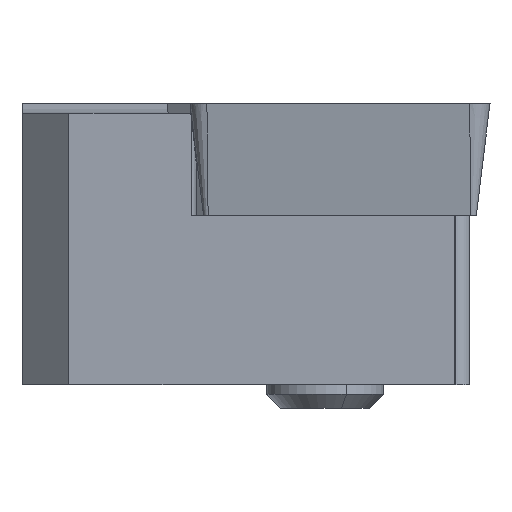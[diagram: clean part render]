
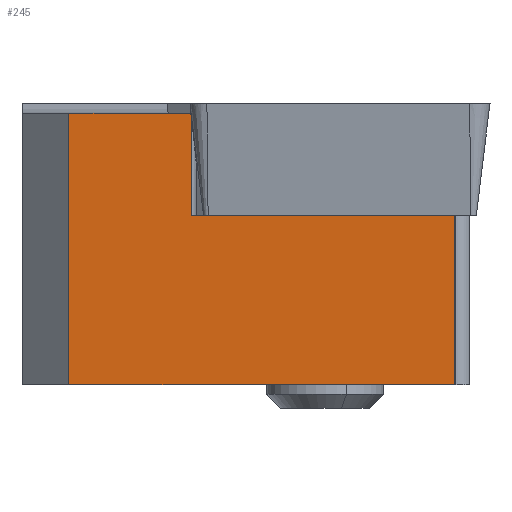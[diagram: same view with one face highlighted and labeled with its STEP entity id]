
A CAD part, left-side view. The second image highlights one B-rep face of the part: STEP entity #245.
In plain terms, the highlighted planar face has unit normal (-0.996, 0.087, 0).
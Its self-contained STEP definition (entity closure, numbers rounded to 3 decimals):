
#29 = ORIENTED_EDGE ( 'NONE', *, *, #1376, .F. ) ;
#30 = DIRECTION ( 'NONE',  ( 0., 0., -1. ) ) ;
#32 = ORIENTED_EDGE ( 'NONE', *, *, #1777, .T. ) ;
#73 = EDGE_CURVE ( 'NONE', #850, #722, #79, .T. ) ;
#79 = LINE ( 'NONE', #2040, #2305 ) ;
#101 = CARTESIAN_POINT ( 'NONE',  ( 0.924, 6.394, 5.8 ) ) ;
#105 = DIRECTION ( 'NONE',  ( -0.087, -0.996, 0. ) ) ;
#130 = VERTEX_POINT ( 'NONE', #1442 ) ;
#232 = VERTEX_POINT ( 'NONE', #503 ) ;
#245 = ADVANCED_FACE ( 'NONE', ( #309 ), #2087, .F. ) ;
#248 = CARTESIAN_POINT ( 'NONE',  ( 1.152, 9., 6. ) ) ;
#303 = LINE ( 'NONE', #1425, #1664 ) ;
#309 = FACE_OUTER_BOUND ( 'NONE', #2023, .T. ) ;
#373 = LINE ( 'NONE', #563, #1264 ) ;
#443 = VERTEX_POINT ( 'NONE', #101 ) ;
#503 = CARTESIAN_POINT ( 'NONE',  ( 0.923, 6.373, 5.633 ) ) ;
#563 = CARTESIAN_POINT ( 'NONE',  ( 0.431, 0.756, 5.8 ) ) ;
#577 = VECTOR ( 'NONE', #2031, 1000. ) ;
#578 = DIRECTION ( 'NONE',  ( 0.087, 0.996, 0. ) ) ;
#608 = LINE ( 'NONE', #248, #2137 ) ;
#684 = EDGE_CURVE ( 'NONE', #130, #850, #608, .T. ) ;
#717 = DIRECTION ( 'NONE',  ( 0.996, -0.087, 0. ) ) ;
#722 = VERTEX_POINT ( 'NONE', #2372 ) ;
#784 = VECTOR ( 'NONE', #578, 1000. ) ;
#792 = CARTESIAN_POINT ( 'NONE',  ( 0.923, 6.373, 6. ) ) ;
#818 = LINE ( 'NONE', #792, #2084 ) ;
#850 = VERTEX_POINT ( 'NONE', #1072 ) ;
#903 = ORIENTED_EDGE ( 'NONE', *, *, #2098, .F. ) ;
#914 = CARTESIAN_POINT ( 'NONE',  ( 0.431, 0.756, 6. ) ) ;
#955 = CARTESIAN_POINT ( 'NONE',  ( 0.923, 6.373, 3.62 ) ) ;
#981 = CARTESIAN_POINT ( 'NONE',  ( 0.431, 0.756, 3.62 ) ) ;
#1005 = EDGE_CURVE ( 'NONE', #443, #130, #373, .T. ) ;
#1061 = LINE ( 'NONE', #1487, #577 ) ;
#1072 = CARTESIAN_POINT ( 'NONE',  ( 1.152, 9., 0. ) ) ;
#1218 = DIRECTION ( 'NONE',  ( 0., 0., -1. ) ) ;
#1245 = DIRECTION ( 'NONE',  ( 0., 0., -1. ) ) ;
#1264 = VECTOR ( 'NONE', #1727, 1000. ) ;
#1376 = EDGE_CURVE ( 'NONE', #2182, #722, #303, .T. ) ;
#1425 = CARTESIAN_POINT ( 'NONE',  ( 0.431, 0.756, 6. ) ) ;
#1430 = CARTESIAN_POINT ( 'NONE',  ( 0.431, 0.756, 3.62 ) ) ;
#1442 = CARTESIAN_POINT ( 'NONE',  ( 1.152, 9., 5.8 ) ) ;
#1487 = CARTESIAN_POINT ( 'NONE',  ( 0.919, 6.332, 5.302 ) ) ;
#1494 = DIRECTION ( 'NONE',  ( 0.087, 0.996, 0. ) ) ;
#1526 = ORIENTED_EDGE ( 'NONE', *, *, #2068, .T. ) ;
#1664 = VECTOR ( 'NONE', #1245, 1000. ) ;
#1727 = DIRECTION ( 'NONE',  ( 0.087, 0.996, 0. ) ) ;
#1777 = EDGE_CURVE ( 'NONE', #232, #443, #1061, .T. ) ;
#1780 = LINE ( 'NONE', #981, #784 ) ;
#1902 = ORIENTED_EDGE ( 'NONE', *, *, #1005, .T. ) ;
#1949 = ORIENTED_EDGE ( 'NONE', *, *, #684, .T. ) ;
#1961 = VERTEX_POINT ( 'NONE', #955 ) ;
#2023 = EDGE_LOOP ( 'NONE', ( #903, #32, #1902, #1949, #2131, #29, #1526 ) ) ;
#2031 = DIRECTION ( 'NONE',  ( 0.011, 0.123, 0.992 ) ) ;
#2040 = CARTESIAN_POINT ( 'NONE',  ( 0.431, 0.756, 0. ) ) ;
#2063 = AXIS2_PLACEMENT_3D ( 'NONE', #914, #717, #1494 ) ;
#2068 = EDGE_CURVE ( 'NONE', #2182, #1961, #1780, .T. ) ;
#2084 = VECTOR ( 'NONE', #30, 1000. ) ;
#2087 = PLANE ( 'NONE',  #2063 ) ;
#2098 = EDGE_CURVE ( 'NONE', #232, #1961, #818, .T. ) ;
#2131 = ORIENTED_EDGE ( 'NONE', *, *, #73, .T. ) ;
#2137 = VECTOR ( 'NONE', #1218, 1000. ) ;
#2182 = VERTEX_POINT ( 'NONE', #1430 ) ;
#2305 = VECTOR ( 'NONE', #105, 1000. ) ;
#2372 = CARTESIAN_POINT ( 'NONE',  ( 0.431, 0.756, 0. ) ) ;
